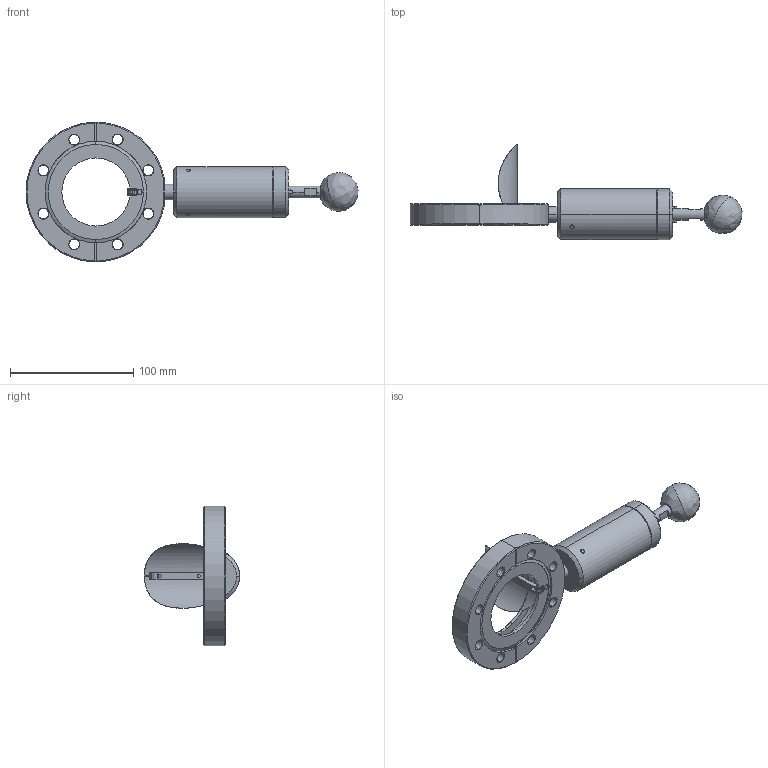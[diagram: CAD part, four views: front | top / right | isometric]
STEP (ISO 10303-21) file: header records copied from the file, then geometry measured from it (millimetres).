
FILE_DESCRIPTION (( 'STEP AP203' ), '1' );
FILE_NAME ('113275_open.stp', '2018-04-24T15:45:13', ( '' ), ( '' ), 'SwSTEP 2.0', 'SolidWorks 2012', '' );
FILE_SCHEMA (( 'CONFIG_CONTROL_DESIGN' ));
Length unit declared in the file: centimetre
Products named in the file (1): 113275_open
Bounding box: 269.69 x 77.66 x 113.54 mm (x, y, z)
Volume: 239588.9 mm3; surface area: 57363.9 mm2
Topology: 1 solids, 1 shells, 370 faces, 988 edges, 622 vertices
Faces by surface type: plane 127, cylinder 116, cone 101, bspline 26
Entity records: 15381 total; most frequent: CARTESIAN_POINT 6372, ORIENTED_EDGE 1964, DIRECTION 1745, EDGE_CURVE 982, AXIS2_PLACEMENT_3D 652, VERTEX_POINT 622, VECTOR 441, LINE 441
